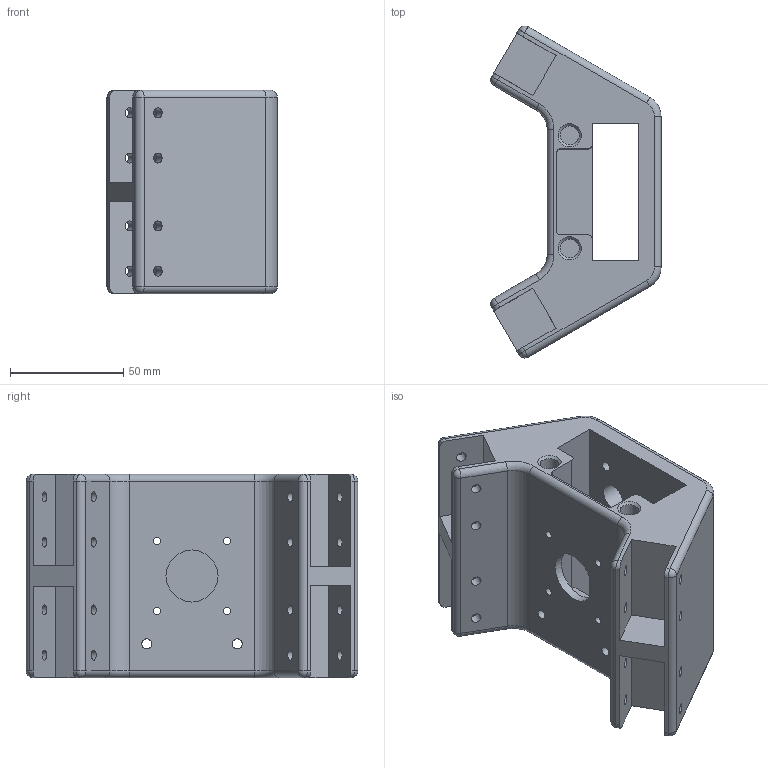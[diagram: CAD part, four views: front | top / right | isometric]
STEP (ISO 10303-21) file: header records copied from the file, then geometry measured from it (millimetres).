
FILE_DESCRIPTION(('FreeCAD Model'),'2;1');
FILE_NAME( 'Bottom_Bracket.step', '2017-02-11T13:20:03',('Ax Smith-Laffin'),('AxMod Box Mods Limited'), 'Open CASCADE STEP processor 6.8','FreeCAD','Unknown');
FILE_SCHEMA(('AUTOMOTIVE_DESIGN_CC2 { 1 2 10303 214 -1 1 5 4 }'));
Length unit declared in the file: millimetre
Products named in the file (2): ASSEMBLY; Bottom_Bracket_Final
Assembly tree (1 placements, depth 2):
  ASSEMBLY
    Bottom_Bracket_Final
Bounding box: 75.28 x 146.68 x 90 mm (x, y, z)
Volume: 368356.1 mm3; surface area: 71397.4 mm2
Topology: 1 solids, 1 shells, 129 faces, 345 edges, 208 vertices
Faces by surface type: cylinder 69, plane 36, torus 8, sphere 8, bspline 6, cone 2
Full cylindrical faces by diameter (mm): 3.4 x4, 4.4 x22, 8.3 x2, 12 x4, 23 x1
Entity records: 8779 total; most frequent: CARTESIAN_POINT 2040, DIRECTION 1243, ORIENTED_EDGE 674, PCURVE 674, DEFINITIONAL_REPRESENTATION 674, LINE 655, VECTOR 655, EDGE_CURVE 337
